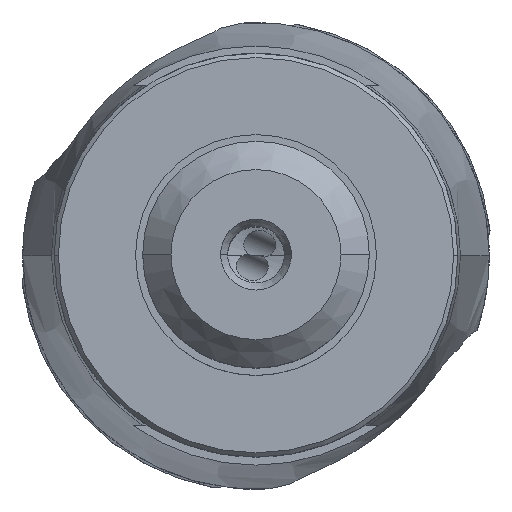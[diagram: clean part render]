
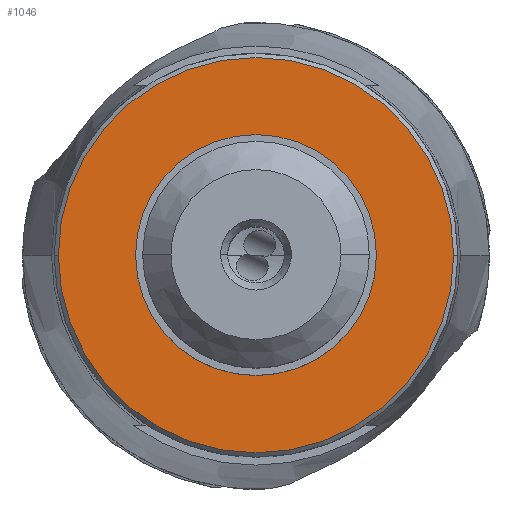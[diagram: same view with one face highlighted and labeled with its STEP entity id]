
A CAD part, top view. The second image highlights one B-rep face of the part: STEP entity #1046.
In plain terms, the highlighted planar face has unit normal (0, 0, 1).
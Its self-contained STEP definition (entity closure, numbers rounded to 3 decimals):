
#1046=ADVANCED_FACE('',(#1235,#1236),#1205,.T.);
#1205=PLANE('',#5815);
#1235=FACE_BOUND('',#1441,.T.);
#1236=FACE_BOUND('',#1442,.T.);
#1441=EDGE_LOOP('',(#3011,#3012,#3013));
#1442=EDGE_LOOP('',(#3014,#3015));
#1703=CIRCLE('',#5807,8.5);
#1705=CIRCLE('',#5810,8.5);
#1706=CIRCLE('',#5812,13.95);
#1707=CIRCLE('',#5813,13.95);
#1708=CIRCLE('',#5814,13.95);
#3011=ORIENTED_EDGE('',*,*,#4645,.F.);
#3012=ORIENTED_EDGE('',*,*,#4646,.F.);
#3013=ORIENTED_EDGE('',*,*,#4647,.F.);
#3014=ORIENTED_EDGE('',*,*,#4642,.F.);
#3015=ORIENTED_EDGE('',*,*,#4644,.F.);
#3902=VERTEX_POINT('',#11645);
#3903=VERTEX_POINT('',#11647);
#3904=VERTEX_POINT('',#11653);
#3905=VERTEX_POINT('',#11654);
#3906=VERTEX_POINT('',#11656);
#4642=EDGE_CURVE('',#3902,#3903,#1703,.T.);
#4644=EDGE_CURVE('',#3903,#3902,#1705,.T.);
#4645=EDGE_CURVE('',#3904,#3905,#1706,.T.);
#4646=EDGE_CURVE('',#3906,#3904,#1707,.T.);
#4647=EDGE_CURVE('',#3905,#3906,#1708,.T.);
#5807=AXIS2_PLACEMENT_3D('',#11646,#7026,#7027);
#5810=AXIS2_PLACEMENT_3D('',#11650,#7032,#7033);
#5812=AXIS2_PLACEMENT_3D('',#11652,#7036,#7037);
#5813=AXIS2_PLACEMENT_3D('',#11655,#7038,#7039);
#5814=AXIS2_PLACEMENT_3D('',#11657,#7040,#7041);
#5815=AXIS2_PLACEMENT_3D('',#11658,#7042,#7043);
#7026=DIRECTION('',(0.,0.,1.));
#7027=DIRECTION('',(1.,0.,0.));
#7032=DIRECTION('',(0.,0.,1.));
#7033=DIRECTION('',(-1.,0.,0.));
#7036=DIRECTION('',(0.,0.,-1.));
#7037=DIRECTION('',(-1.,0.,0.));
#7038=DIRECTION('',(0.,0.,-1.));
#7039=DIRECTION('',(0.,-1.,0.));
#7040=DIRECTION('',(0.,0.,-1.));
#7041=DIRECTION('',(1.,0.,0.));
#7042=DIRECTION('',(0.,0.,1.));
#7043=DIRECTION('',(-1.,0.,0.));
#11645=CARTESIAN_POINT('',(8.5,0.,0.));
#11646=CARTESIAN_POINT('',(0.,0.,0.));
#11647=CARTESIAN_POINT('',(-8.5,0.,0.));
#11650=CARTESIAN_POINT('',(0.,0.,0.));
#11652=CARTESIAN_POINT('',(0.,0.,0.));
#11653=CARTESIAN_POINT('',(-13.95,0.,0.));
#11654=CARTESIAN_POINT('',(13.95,0.,0.));
#11655=CARTESIAN_POINT('',(0.,0.,0.));
#11656=CARTESIAN_POINT('',(0.,-13.95,0.));
#11657=CARTESIAN_POINT('',(0.,0.,0.));
#11658=CARTESIAN_POINT('',(0.,0.001,0.));
